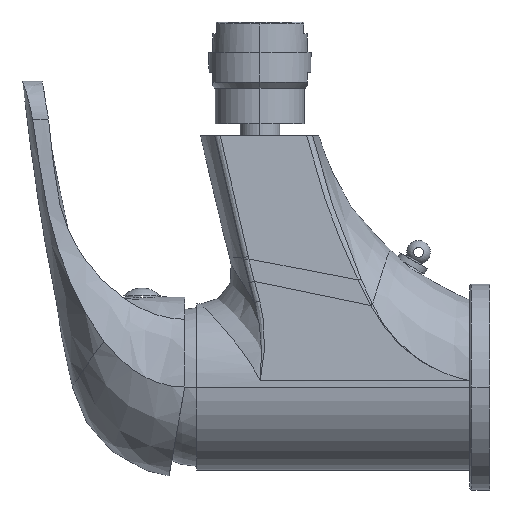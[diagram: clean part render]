
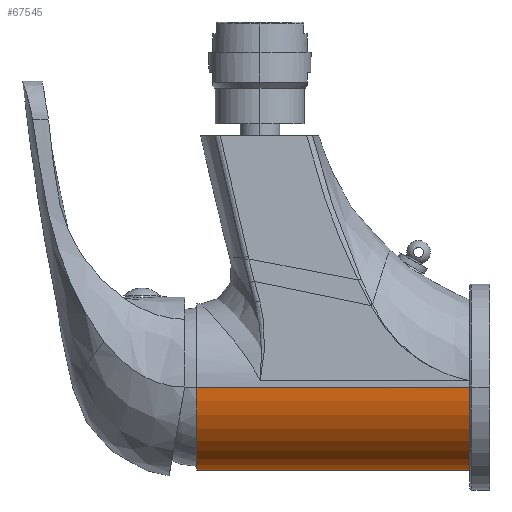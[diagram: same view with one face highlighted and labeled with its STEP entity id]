
A CAD part, left-side view. The second image highlights one B-rep face of the part: STEP entity #67545.
In plain terms, the highlighted cylindrical face has radius 21 mm (diameter 42 mm), a partial arc.
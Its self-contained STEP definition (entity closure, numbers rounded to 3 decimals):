
#7326=DIRECTION('',(0.,1.,0.));
#7327=VECTOR('',#7326,69.);
#7328=CARTESIAN_POINT('',(-21.,0.,0.));
#7329=LINE('',#7328,#7327);
#21195=CARTESIAN_POINT('',(0.,69.,0.));
#21196=DIRECTION('',(0.,1.,0.));
#21197=DIRECTION('',(1.,0.,0.));
#21198=AXIS2_PLACEMENT_3D('',#21195,#21196,#21197);
#21215=CARTESIAN_POINT('',(0.,0.,0.));
#21216=DIRECTION('',(0.,1.,0.));
#21217=DIRECTION('',(1.,0.,0.));
#21218=AXIS2_PLACEMENT_3D('',#21215,#21216,#21217);
#21220=DIRECTION('',(0.,1.,0.));
#21221=VECTOR('',#21220,69.);
#21222=CARTESIAN_POINT('',(21.,0.,0.));
#21223=LINE('',#21222,#21221);
#32429=CARTESIAN_POINT('',(21.,69.,0.));
#32430=CARTESIAN_POINT('',(-21.,69.,0.));
#32431=VERTEX_POINT('',#32429);
#32432=VERTEX_POINT('',#32430);
#36214=CARTESIAN_POINT('',(21.,0.,0.));
#36215=CARTESIAN_POINT('',(-21.,0.,0.));
#36216=VERTEX_POINT('',#36214);
#36217=VERTEX_POINT('',#36215);
#67534=CARTESIAN_POINT('',(0.,0.,0.));
#67535=DIRECTION('',(0.,1.,0.));
#67536=DIRECTION('',(1.,0.,0.));
#67537=AXIS2_PLACEMENT_3D('',#67534,#67535,#67536);
#67538=CYLINDRICAL_SURFACE('',#67537,21.);
#67539=ORIENTED_EDGE('',*,*,#45871,.F.);
#67540=ORIENTED_EDGE('',*,*,#45837,.T.);
#67541=ORIENTED_EDGE('',*,*,#67511,.T.);
#67542=ORIENTED_EDGE('',*,*,#45833,.F.);
#67543=EDGE_LOOP('',(#67539,#67540,#67541,#67542));
#67544=FACE_OUTER_BOUND('',#67543,.F.);
#67545=ADVANCED_FACE('',(#67544),#67538,.T.);
#21199=CIRCLE('',#21198,21.);
#21219=CIRCLE('',#21218,21.);
#45833=EDGE_CURVE('',#36217,#32432,#7329,.T.);
#45837=EDGE_CURVE('',#36216,#32431,#21223,.T.);
#45871=EDGE_CURVE('',#36216,#36217,#21219,.T.);
#67511=EDGE_CURVE('',#32431,#32432,#21199,.T.);
